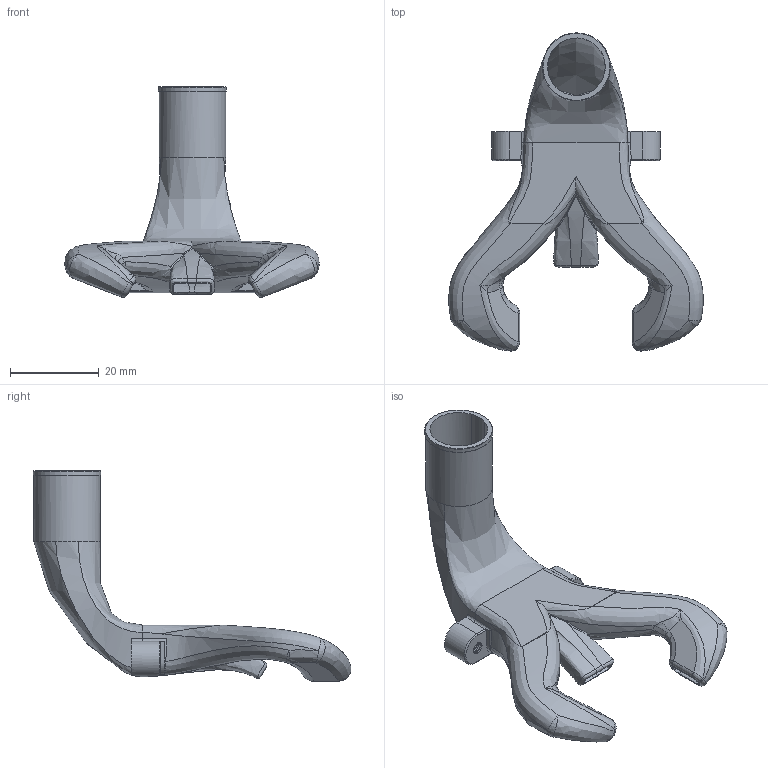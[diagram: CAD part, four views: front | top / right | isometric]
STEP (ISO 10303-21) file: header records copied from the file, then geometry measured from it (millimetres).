
FILE_DESCRIPTION(/* description */ (''),/* implementation_level */ '2;1');
FILE_NAME(/* name */ 'Trihorn SLA.step',/* time_stamp */ '2023-01-25T19:50:39-05:00',/* author */ (''),/* organization */ (''),/* preprocessor_version */ 'ST-DEVELOPER v19.2',/* originating_system */ 'Autodesk Translation Framework v11.17.0.187',/* authorisation */ '');
FILE_SCHEMA (('AUTOMOTIVE_DESIGN { 1 0 10303 214 3 1 1 }'));
Products named in the file (1): Trihorn SLA
Bounding box: 57.31 x 71.6 x 47.48 mm (x, y, z)
Volume: 7243.5 mm3; surface area: 12520 mm2
Topology: 1 solids, 1 shells, 285 faces, 816 edges, 507 vertices
Faces by surface type: bspline 175, cylinder 70, plane 28, sphere 8, torus 2, cone 2
Full cylindrical faces by diameter (mm): 2.529 x8, 3.086 x8, 15 x1, 15.3 x1
Entity records: 38429 total; most frequent: CARTESIAN_POINT 32634, ORIENTED_EDGE 1582, EDGE_CURVE 791, DIRECTION 627, B_SPLINE_CURVE_WITH_KNOTS 527, VERTEX_POINT 507, EDGE_LOOP 294, FACE_OUTER_BOUND 285
